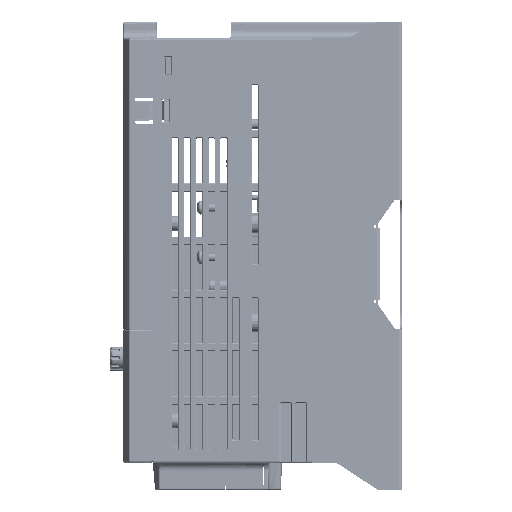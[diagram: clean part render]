
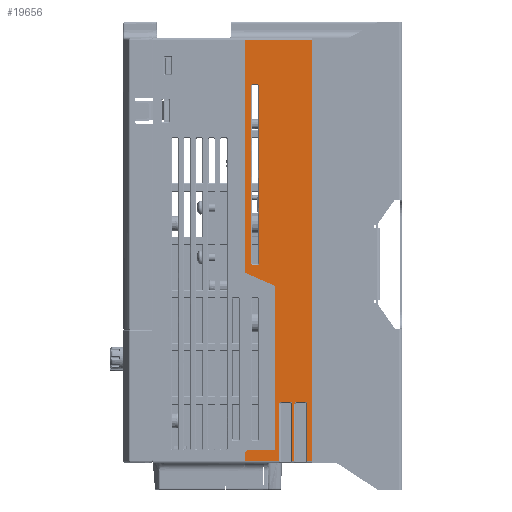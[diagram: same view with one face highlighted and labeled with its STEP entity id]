
A CAD part, left-side view. The second image highlights one B-rep face of the part: STEP entity #19656.
In plain terms, the highlighted planar face has unit normal (-1, 0, 0).
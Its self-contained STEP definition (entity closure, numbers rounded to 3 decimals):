
#5479=FACE_BOUND('',#32623,.T.);
#5480=FACE_BOUND('',#32624,.T.);
#11110=CIRCLE('',#145974,1.5);
#11111=CIRCLE('',#145975,1.5);
#11112=CIRCLE('',#145976,1.5);
#11113=CIRCLE('',#145977,1.5);
#11114=CIRCLE('',#145978,1.5);
#11115=CIRCLE('',#145979,1.);
#11116=CIRCLE('',#145980,1.);
#11117=CIRCLE('',#145981,1.);
#11118=CIRCLE('',#145982,1.);
#14426=PLANE('',#145983);
#19656=ADVANCED_FACE('',(#5479,#5480),#14426,.T.);
#32623=EDGE_LOOP('',(#87373,#87374,#87375,#87376,#87377,#87378,#87379,#87380,
#87381,#87382,#87383,#87384,#87385,#87386,#87387,#87388,#87389,#87390,#87391,
#87392,#87393));
#32624=EDGE_LOOP('',(#87394,#87395,#87396,#87397,#87398,#87399,#87400,#87401));
#43529=LINE('',#241793,#56746);
#43869=LINE('',#243106,#57086);
#44098=LINE('',#243898,#57315);
#44100=LINE('',#243902,#57317);
#44101=LINE('',#243905,#57318);
#44102=LINE('',#243909,#57319);
#44103=LINE('',#243913,#57320);
#44104=LINE('',#243915,#57321);
#44105=LINE('',#243916,#57322);
#44106=LINE('',#243917,#57323);
#44107=LINE('',#243919,#57324);
#44108=LINE('',#243921,#57325);
#44109=LINE('',#243924,#57326);
#44110=LINE('',#243926,#57327);
#44111=LINE('',#243930,#57328);
#44112=LINE('',#243934,#57329);
#44113=LINE('',#243938,#57330);
#44114=LINE('',#243942,#57331);
#44115=LINE('',#243946,#57332);
#44116=LINE('',#243950,#57333);
#56746=VECTOR('',#177323,1.);
#57086=VECTOR('',#178195,1.);
#57315=VECTOR('',#178692,1.);
#57317=VECTOR('',#178696,1.);
#57318=VECTOR('',#178697,1.);
#57319=VECTOR('',#178700,1.);
#57320=VECTOR('',#178703,1.);
#57321=VECTOR('',#178704,1.);
#57322=VECTOR('',#178705,1.);
#57323=VECTOR('',#178706,1.);
#57324=VECTOR('',#178707,1.);
#57325=VECTOR('',#178708,1.);
#57326=VECTOR('',#178711,1.);
#57327=VECTOR('',#178712,1.);
#57328=VECTOR('',#178715,1.);
#57329=VECTOR('',#178718,1.);
#57330=VECTOR('',#178721,1.);
#57331=VECTOR('',#178724,1.);
#57332=VECTOR('',#178727,1.);
#57333=VECTOR('',#178730,1.);
#87373=ORIENTED_EDGE('',*,*,#129383,.T.);
#87374=ORIENTED_EDGE('',*,*,#129384,.T.);
#87375=ORIENTED_EDGE('',*,*,#129385,.F.);
#87376=ORIENTED_EDGE('',*,*,#129386,.T.);
#87377=ORIENTED_EDGE('',*,*,#129387,.F.);
#87378=ORIENTED_EDGE('',*,*,#129388,.T.);
#87379=ORIENTED_EDGE('',*,*,#129389,.T.);
#87380=ORIENTED_EDGE('',*,*,#128425,.T.);
#87381=ORIENTED_EDGE('',*,*,#129390,.T.);
#87382=ORIENTED_EDGE('',*,*,#129018,.T.);
#87383=ORIENTED_EDGE('',*,*,#129391,.F.);
#87384=ORIENTED_EDGE('',*,*,#129392,.F.);
#87385=ORIENTED_EDGE('',*,*,#129393,.T.);
#87386=ORIENTED_EDGE('',*,*,#129394,.T.);
#87387=ORIENTED_EDGE('',*,*,#129381,.T.);
#87388=ORIENTED_EDGE('',*,*,#129395,.T.);
#87389=ORIENTED_EDGE('',*,*,#129396,.T.);
#87390=ORIENTED_EDGE('',*,*,#129397,.F.);
#87391=ORIENTED_EDGE('',*,*,#129398,.T.);
#87392=ORIENTED_EDGE('',*,*,#129399,.F.);
#87393=ORIENTED_EDGE('',*,*,#129400,.T.);
#87394=ORIENTED_EDGE('',*,*,#129401,.F.);
#87395=ORIENTED_EDGE('',*,*,#129402,.T.);
#87396=ORIENTED_EDGE('',*,*,#129403,.F.);
#87397=ORIENTED_EDGE('',*,*,#129404,.T.);
#87398=ORIENTED_EDGE('',*,*,#129405,.F.);
#87399=ORIENTED_EDGE('',*,*,#129406,.T.);
#87400=ORIENTED_EDGE('',*,*,#129407,.F.);
#87401=ORIENTED_EDGE('',*,*,#129408,.T.);
#107837=VERTEX_POINT('',#241792);
#107838=VERTEX_POINT('',#241794);
#108375=VERTEX_POINT('',#243105);
#108376=VERTEX_POINT('',#243107);
#108723=VERTEX_POINT('',#243897);
#108724=VERTEX_POINT('',#243899);
#108725=VERTEX_POINT('',#243903);
#108726=VERTEX_POINT('',#243904);
#108727=VERTEX_POINT('',#243906);
#108728=VERTEX_POINT('',#243908);
#108729=VERTEX_POINT('',#243910);
#108730=VERTEX_POINT('',#243912);
#108731=VERTEX_POINT('',#243914);
#108732=VERTEX_POINT('',#243918);
#108733=VERTEX_POINT('',#243920);
#108734=VERTEX_POINT('',#243922);
#108735=VERTEX_POINT('',#243925);
#108736=VERTEX_POINT('',#243927);
#108737=VERTEX_POINT('',#243929);
#108738=VERTEX_POINT('',#243931);
#108739=VERTEX_POINT('',#243933);
#108740=VERTEX_POINT('',#243936);
#108741=VERTEX_POINT('',#243937);
#108742=VERTEX_POINT('',#243939);
#108743=VERTEX_POINT('',#243941);
#108744=VERTEX_POINT('',#243943);
#108745=VERTEX_POINT('',#243945);
#108746=VERTEX_POINT('',#243947);
#108747=VERTEX_POINT('',#243949);
#128425=EDGE_CURVE('',#107838,#107837,#43529,.T.);
#129018=EDGE_CURVE('',#108376,#108375,#43869,.T.);
#129381=EDGE_CURVE('',#108724,#108723,#44098,.T.);
#129383=EDGE_CURVE('',#108725,#108726,#44100,.T.);
#129384=EDGE_CURVE('',#108726,#108727,#44101,.T.);
#129385=EDGE_CURVE('',#108728,#108727,#11110,.T.);
#129386=EDGE_CURVE('',#108728,#108729,#44102,.T.);
#129387=EDGE_CURVE('',#108730,#108729,#11111,.T.);
#129388=EDGE_CURVE('',#108730,#108731,#44103,.T.);
#129389=EDGE_CURVE('',#108731,#107838,#44104,.T.);
#129390=EDGE_CURVE('',#107837,#108376,#44105,.T.);
#129391=EDGE_CURVE('',#108732,#108375,#44106,.T.);
#129392=EDGE_CURVE('',#108733,#108732,#44107,.T.);
#129393=EDGE_CURVE('',#108733,#108734,#44108,.T.);
#129394=EDGE_CURVE('',#108734,#108724,#11112,.T.);
#129395=EDGE_CURVE('',#108723,#108735,#44109,.T.);
#129396=EDGE_CURVE('',#108735,#108736,#44110,.T.);
#129397=EDGE_CURVE('',#108737,#108736,#11113,.T.);
#129398=EDGE_CURVE('',#108737,#108738,#44111,.T.);
#129399=EDGE_CURVE('',#108739,#108738,#11114,.T.);
#129400=EDGE_CURVE('',#108739,#108725,#44112,.T.);
#129401=EDGE_CURVE('',#108740,#108741,#11115,.T.);
#129402=EDGE_CURVE('',#108740,#108742,#44113,.T.);
#129403=EDGE_CURVE('',#108743,#108742,#11116,.T.);
#129404=EDGE_CURVE('',#108743,#108744,#44114,.T.);
#129405=EDGE_CURVE('',#108745,#108744,#11117,.T.);
#129406=EDGE_CURVE('',#108745,#108746,#44115,.T.);
#129407=EDGE_CURVE('',#108747,#108746,#11118,.T.);
#129408=EDGE_CURVE('',#108747,#108741,#44116,.T.);
#145974=AXIS2_PLACEMENT_3D('',#243907,#178698,#178699);
#145975=AXIS2_PLACEMENT_3D('',#243911,#178701,#178702);
#145976=AXIS2_PLACEMENT_3D('',#243923,#178709,#178710);
#145977=AXIS2_PLACEMENT_3D('',#243928,#178713,#178714);
#145978=AXIS2_PLACEMENT_3D('',#243932,#178716,#178717);
#145979=AXIS2_PLACEMENT_3D('',#243935,#178719,#178720);
#145980=AXIS2_PLACEMENT_3D('',#243940,#178722,#178723);
#145981=AXIS2_PLACEMENT_3D('',#243944,#178725,#178726);
#145982=AXIS2_PLACEMENT_3D('',#243948,#178728,#178729);
#145983=AXIS2_PLACEMENT_3D('',#243951,#178731,#178732);
#177323=DIRECTION('',(0.,0.,1.));
#178195=DIRECTION('',(0.,0.,-1.));
#178692=DIRECTION('',(0.,0.,-1.));
#178696=DIRECTION('',(0.,-1.,0.));
#178697=DIRECTION('',(0.,0.,1.));
#178698=DIRECTION('',(-1.,0.,0.));
#178699=DIRECTION('',(0.,0.,1.));
#178700=DIRECTION('',(0.,-1.,0.));
#178701=DIRECTION('',(-1.,0.,0.));
#178702=DIRECTION('',(0.,-1.,0.));
#178703=DIRECTION('',(0.,0.,-1.));
#178704=DIRECTION('',(0.,-1.,0.));
#178705=DIRECTION('',(0.,1.,0.));
#178706=DIRECTION('',(0.,0.918,0.397));
#178707=DIRECTION('',(0.,0.,1.));
#178708=DIRECTION('',(0.,1.,0.));
#178709=DIRECTION('',(-1.,0.,0.));
#178710=DIRECTION('',(0.,1.,0.));
#178711=DIRECTION('',(0.,-1.,0.));
#178712=DIRECTION('',(0.,0.,1.));
#178713=DIRECTION('',(-1.,0.,0.));
#178714=DIRECTION('',(0.,0.,1.));
#178715=DIRECTION('',(0.,-1.,0.));
#178716=DIRECTION('',(-1.,0.,0.));
#178717=DIRECTION('',(0.,-1.,0.));
#178718=DIRECTION('',(0.,0.,-1.));
#178719=DIRECTION('',(-1.,0.,0.));
#178720=DIRECTION('',(0.,0.,1.));
#178721=DIRECTION('',(0.,-1.,0.));
#178722=DIRECTION('',(-1.,0.,0.));
#178723=DIRECTION('',(0.,-1.,0.));
#178724=DIRECTION('',(0.,0.,-1.));
#178725=DIRECTION('',(-1.,0.,0.));
#178726=DIRECTION('',(0.,0.,-1.));
#178727=DIRECTION('',(0.,1.,0.));
#178728=DIRECTION('',(-1.,0.,0.));
#178729=DIRECTION('',(0.,1.,0.));
#178730=DIRECTION('',(0.,0.,1.));
#178731=DIRECTION('',(-1.,0.,0.));
#178732=DIRECTION('',(0.,0.,-1.));
#241792=CARTESIAN_POINT('',(-90.,-28.5,-11.));
#241793=CARTESIAN_POINT('',(-90.,-28.5,-272.));
#241794=CARTESIAN_POINT('',(-90.,-28.5,-272.));
#243105=CARTESIAN_POINT('',(-90.,12.5,-155.5));
#243106=CARTESIAN_POINT('',(-90.,12.5,-11.));
#243107=CARTESIAN_POINT('',(-90.,12.5,-11.));
#243897=CARTESIAN_POINT('',(-90.,12.5,-272.));
#243898=CARTESIAN_POINT('',(-90.,12.5,-267.));
#243899=CARTESIAN_POINT('',(-90.,12.5,-267.));
#243902=CARTESIAN_POINT('',(-90.,-16.55,-272.));
#243903=CARTESIAN_POINT('',(-90.,-16.55,-272.));
#243904=CARTESIAN_POINT('',(-90.,-17.95,-272.));
#243905=CARTESIAN_POINT('',(-90.,-17.95,-272.));
#243906=CARTESIAN_POINT('',(-90.,-17.95,-236.7));
#243907=CARTESIAN_POINT('',(-90.,-19.45,-236.7));
#243908=CARTESIAN_POINT('',(-90.,-19.45,-235.2));
#243909=CARTESIAN_POINT('',(-90.,-19.45,-235.2));
#243910=CARTESIAN_POINT('',(-90.,-24.5,-235.2));
#243911=CARTESIAN_POINT('',(-90.,-24.5,-236.7));
#243912=CARTESIAN_POINT('',(-90.,-26.,-236.7));
#243913=CARTESIAN_POINT('',(-90.,-26.,-236.7));
#243914=CARTESIAN_POINT('',(-90.,-26.,-272.));
#243915=CARTESIAN_POINT('',(-90.,-26.,-272.));
#243916=CARTESIAN_POINT('',(-90.,-28.5,-11.));
#243917=CARTESIAN_POINT('',(-90.,-6.,-163.5));
#243918=CARTESIAN_POINT('',(-90.,-6.,-163.5));
#243919=CARTESIAN_POINT('',(-90.,-6.,-265.5));
#243920=CARTESIAN_POINT('',(-90.,-6.,-265.5));
#243921=CARTESIAN_POINT('',(-90.,-6.,-265.5));
#243922=CARTESIAN_POINT('',(-90.,11.,-265.5));
#243923=CARTESIAN_POINT('',(-90.,11.,-267.));
#243924=CARTESIAN_POINT('',(-90.,12.5,-272.));
#243925=CARTESIAN_POINT('',(-90.,-8.5,-272.));
#243926=CARTESIAN_POINT('',(-90.,-8.5,-272.));
#243927=CARTESIAN_POINT('',(-90.,-8.5,-236.7));
#243928=CARTESIAN_POINT('',(-90.,-10.,-236.7));
#243929=CARTESIAN_POINT('',(-90.,-10.,-235.2));
#243930=CARTESIAN_POINT('',(-90.,-10.,-235.2));
#243931=CARTESIAN_POINT('',(-90.,-15.05,-235.2));
#243932=CARTESIAN_POINT('',(-90.,-15.05,-236.7));
#243933=CARTESIAN_POINT('',(-90.,-16.55,-236.7));
#243934=CARTESIAN_POINT('',(-90.,-16.55,-236.7));
#243935=CARTESIAN_POINT('',(-90.,8.,-39.5));
#243936=CARTESIAN_POINT('',(-90.,8.,-38.5));
#243937=CARTESIAN_POINT('',(-90.,9.,-39.5));
#243938=CARTESIAN_POINT('',(-90.,8.,-38.5));
#243939=CARTESIAN_POINT('',(-90.,5.,-38.5));
#243940=CARTESIAN_POINT('',(-90.,5.,-39.5));
#243941=CARTESIAN_POINT('',(-90.,4.,-39.5));
#243942=CARTESIAN_POINT('',(-90.,4.,-39.5));
#243943=CARTESIAN_POINT('',(-90.,4.,-149.5));
#243944=CARTESIAN_POINT('',(-90.,5.,-149.5));
#243945=CARTESIAN_POINT('',(-90.,5.,-150.5));
#243946=CARTESIAN_POINT('',(-90.,5.,-150.5));
#243947=CARTESIAN_POINT('',(-90.,8.,-150.5));
#243948=CARTESIAN_POINT('',(-90.,8.,-149.5));
#243949=CARTESIAN_POINT('',(-90.,9.,-149.5));
#243950=CARTESIAN_POINT('',(-90.,9.,-149.5));
#243951=CARTESIAN_POINT('',(-90.,0.,-290.));
